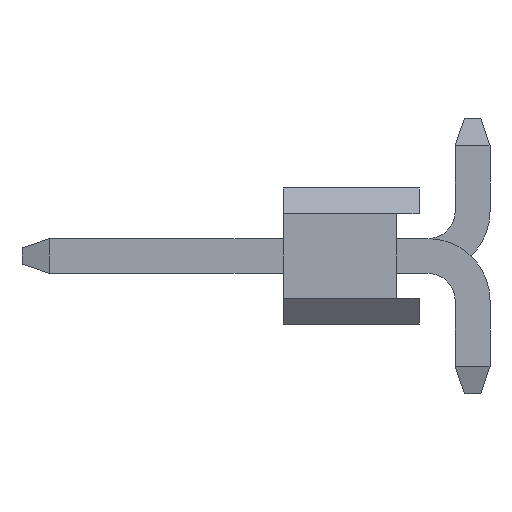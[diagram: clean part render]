
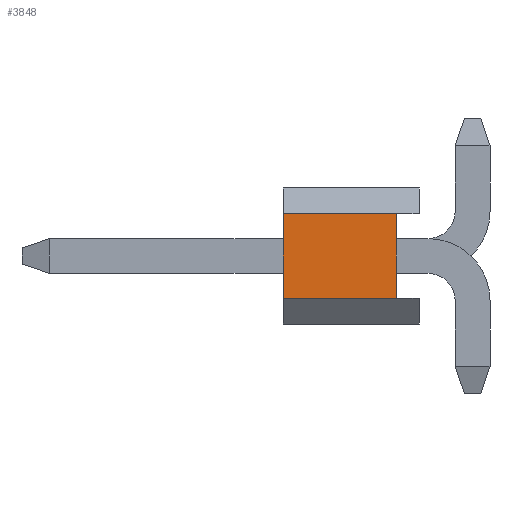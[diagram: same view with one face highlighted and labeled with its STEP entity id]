
A CAD part, left-side view. The second image highlights one B-rep face of the part: STEP entity #3848.
In plain terms, the highlighted planar face has unit normal (-1, 0, 0).
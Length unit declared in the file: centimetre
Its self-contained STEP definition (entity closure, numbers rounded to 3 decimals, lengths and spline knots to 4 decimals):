
#256=FACE_OUTER_BOUND('',#486,.T.);
#486=EDGE_LOOP('',(#3311,#3312,#3313,#3314));
#733=LINE('',#5674,#1213);
#774=LINE('',#5755,#1254);
#927=LINE('',#6113,#1407);
#949=LINE('',#6159,#1429);
#1213=VECTOR('',#4595,0.155);
#1254=VECTOR('',#4638,0.155);
#1407=VECTOR('',#4977,0.208);
#1429=VECTOR('',#5047,0.208);
#1679=VERTEX_POINT('',#5671);
#1680=VERTEX_POINT('',#5673);
#1718=VERTEX_POINT('',#5752);
#1719=VERTEX_POINT('',#5754);
#2097=EDGE_CURVE('',#1679,#1680,#733,.T.);
#2138=EDGE_CURVE('',#1719,#1718,#774,.T.);
#2318=EDGE_CURVE('',#1719,#1679,#927,.T.);
#2340=EDGE_CURVE('',#1718,#1680,#949,.T.);
#3311=ORIENTED_EDGE('',*,*,#2318,.F.);
#3312=ORIENTED_EDGE('',*,*,#2138,.T.);
#3313=ORIENTED_EDGE('',*,*,#2340,.T.);
#3314=ORIENTED_EDGE('',*,*,#2097,.F.);
#3640=PLANE('',#4117);
#3848=ADVANCED_FACE('',(#256),#3640,.T.);
#4117=AXIS2_PLACEMENT_3D('',#6160,#5048,#5049);
#4595=DIRECTION('',(0.,0.,1.));
#4638=DIRECTION('',(0.,0.,1.));
#4977=DIRECTION('',(0.,1.,0.));
#5047=DIRECTION('',(0.,1.,0.));
#5048=DIRECTION('center_axis',(-1.,0.,0.));
#5049=DIRECTION('ref_axis',(0.,0.,1.));
#5671=CARTESIAN_POINT('',(-1.3945,0.8937,-0.1849));
#5673=CARTESIAN_POINT('',(-1.3945,0.8937,-0.0299));
#5674=CARTESIAN_POINT('',(-1.3945,0.8937,-0.1849));
#5752=CARTESIAN_POINT('',(-1.3945,0.6857,-0.0299));
#5754=CARTESIAN_POINT('',(-1.3945,0.6857,-0.1849));
#5755=CARTESIAN_POINT('',(-1.3945,0.6857,-0.1849));
#6113=CARTESIAN_POINT('',(-1.3945,0.6857,-0.1849));
#6159=CARTESIAN_POINT('',(-1.3945,0.6857,-0.0299));
#6160=CARTESIAN_POINT('Origin',(-1.3945,0.6437,-0.2324));
